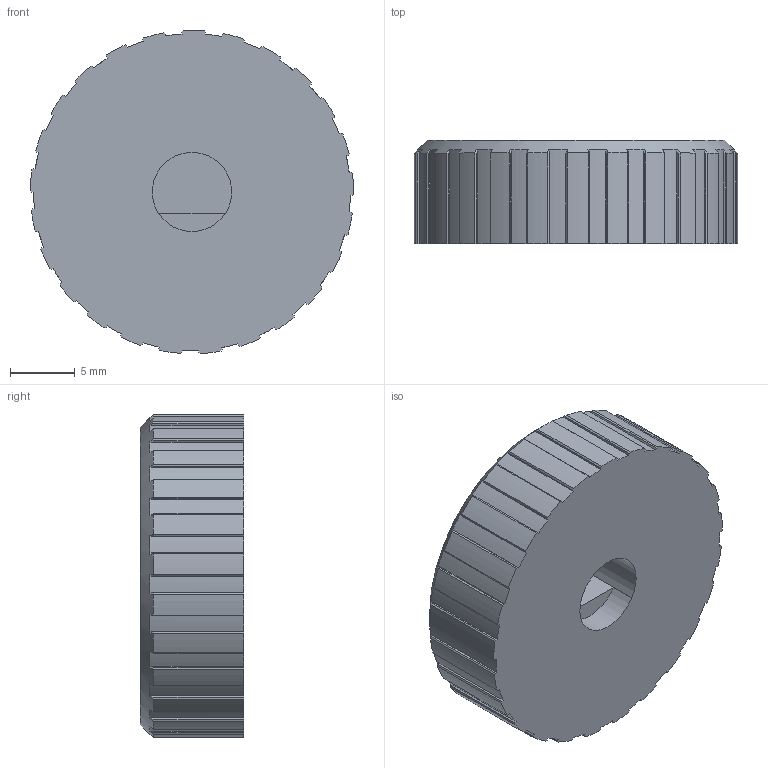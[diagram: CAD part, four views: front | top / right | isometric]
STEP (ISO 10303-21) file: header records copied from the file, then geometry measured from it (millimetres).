
FILE_DESCRIPTION(/* description */ (''),/* implementation_level */ '2;1');
FILE_NAME(/* name */ 'Kob_Thin.stp',/* time_stamp */ '2023-10-06T14:53:00-05:00',/* author */ ('keith'),/* organization */ (''),/* preprocessor_version */ 'ST-DEVELOPER v18.1',/* originating_system */ 'Autodesk Inventor 2022',/* authorisation */ '');
FILE_SCHEMA (('AUTOMOTIVE_DESIGN { 1 0 10303 214 3 1 1 }'));
Length unit declared in the file: millimetre
Products named in the file (1): Knob_Shorteneder
Bounding box: 25 x 8 x 24.98 mm (x, y, z)
Volume: 3648.3 mm3; surface area: 1744.1 mm2
Topology: 1 solids, 1 shells, 208 faces, 565 edges, 360 vertices
Faces by surface type: plane 105, cylinder 52, bspline 50, cone 1
Entity records: 7546 total; most frequent: CARTESIAN_POINT 2734, ORIENTED_EDGE 1130, DIRECTION 789, EDGE_CURVE 565, VERTEX_POINT 360, AXIS2_PLACEMENT_3D 265, LINE 259, VECTOR 259
